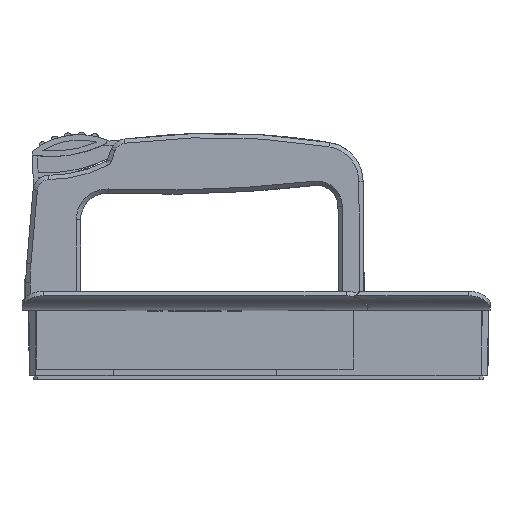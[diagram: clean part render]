
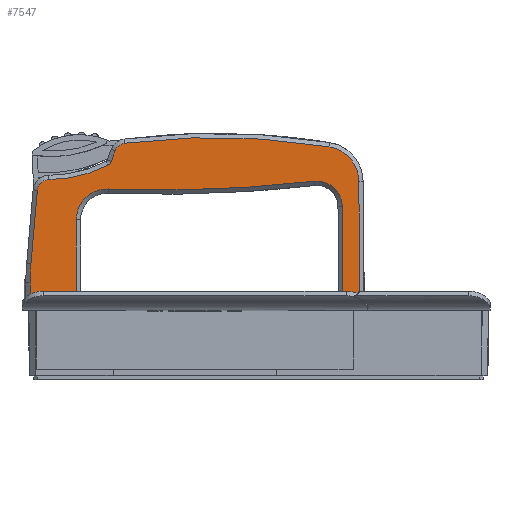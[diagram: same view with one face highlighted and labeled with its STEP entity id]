
A CAD part, front view. The second image highlights one B-rep face of the part: STEP entity #7547.
In plain terms, the highlighted planar face has unit normal (0, -1, 0).
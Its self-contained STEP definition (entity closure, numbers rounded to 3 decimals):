
#565=DIRECTION('',(0.004,0.,1.));
#566=VECTOR('',#565,30.028);
#567=CARTESIAN_POINT('',(-44.6,-11.,
0.));
#568=LINE('',#567,#566);
#572=DIRECTION('',(1.,0.,0.));
#573=VECTOR('',#572,17.295);
#574=CARTESIAN_POINT('',(-61.895,-11.,
0.));
#575=LINE('',#574,#573);
#579=CARTESIAN_POINT('',(-61.875,-11.,6.26));
#580=CARTESIAN_POINT('',(-61.884,-11.,4.174));
#581=CARTESIAN_POINT('',(-61.886,-11.,2.087));
#582=CARTESIAN_POINT('',(-61.895,-11.,
0.));
#587=CARTESIAN_POINT('',(26.526,-11.,5.875));
#588=DIRECTION('',(0.,-1.,0.));
#589=DIRECTION('',(-0.996,0.,0.087));
#590=AXIS2_PLACEMENT_3D('',#587,#588,#589);
#595=DIRECTION('',(-0.087,0.,-0.996));
#596=VECTOR('',#595,27.621);
#597=CARTESIAN_POINT('',(-59.13,-11.,41.095));
#598=LINE('',#597,#596);
#602=CARTESIAN_POINT('',(-54.747,-11.,40.712));
#603=DIRECTION('',(0.,-1.,0.));
#604=DIRECTION('',(-0.005,0.,1.));
#605=AXIS2_PLACEMENT_3D('',#602,#603,#604);
#610=CARTESIAN_POINT('',(-55.,-11.,94.711));
#611=DIRECTION('',(0.,1.,0.));
#612=DIRECTION('',(0.451,0.,-0.893));
#613=AXIS2_PLACEMENT_3D('',#610,#611,#612);
#618=CARTESIAN_POINT('',(-33.805,-11.,52.761));
#619=DIRECTION('',(0.,1.,0.));
#620=DIRECTION('',(0.94,0.,-0.342));
#621=AXIS2_PLACEMENT_3D('',#618,#619,#620);
#626=DIRECTION('',(-0.342,0.,-0.94));
#627=VECTOR('',#626,4.288);
#628=CARTESIAN_POINT('',(-29.895,-11.,55.902));
#629=LINE('',#628,#627);
#633=CARTESIAN_POINT('',(-25.76,-11.,54.397));
#634=DIRECTION('',(0.,-1.,0.));
#635=DIRECTION('',(-0.126,0.,0.992));
#636=AXIS2_PLACEMENT_3D('',#633,#634,#635);
#641=CARTESIAN_POINT('',(7.5,-11.,-207.581));
#642=DIRECTION('',(0.,-1.,0.));
#643=DIRECTION('',(0.16,0.,0.987));
#644=AXIS2_PLACEMENT_3D('',#641,#642,#643);
#649=CARTESIAN_POINT('',(48.307,-11.,44.215));
#650=DIRECTION('',(0.,-1.,0.));
#651=DIRECTION('',(1.,0.,0.004));
#652=AXIS2_PLACEMENT_3D('',#649,#650,#651);
#657=DIRECTION('',(-0.004,0.,1.));
#658=VECTOR('',#657,44.275);
#659=CARTESIAN_POINT('',(61.9,-11.,-0.001));
#660=LINE('',#659,#658);
#664=DIRECTION('',(1.,0.,0.));
#665=VECTOR('',#664,6.3);
#666=CARTESIAN_POINT('',(55.6,-11.,0.001));
#667=LINE('',#666,#665);
#671=DIRECTION('',(0.004,0.,-1.));
#672=VECTOR('',#671,34.964);
#673=CARTESIAN_POINT('',(55.447,-11.,34.965));
#674=LINE('',#673,#672);
#678=CARTESIAN_POINT('',(45.848,-11.,34.923));
#679=DIRECTION('',(0.,1.,0.));
#680=DIRECTION('',(-0.115,0.,0.993));
#681=AXIS2_PLACEMENT_3D('',#678,#679,#680);
#686=CARTESIAN_POINT('',(-12.481,-11.,540.57));
#687=DIRECTION('',(0.,-1.,0.));
#688=DIRECTION('',(-0.04,0.,-0.999));
#689=AXIS2_PLACEMENT_3D('',#686,#687,#688);
#694=CARTESIAN_POINT('',(-32.869,-11.,29.977));
#695=DIRECTION('',(0.,1.,0.));
#696=DIRECTION('',(-1.,0.,0.004));
#697=AXIS2_PLACEMENT_3D('',#694,#695,#696);
#6443=CARTESIAN_POINT('',(-26.315,-11.,
58.762));
#6444=VERTEX_POINT('',#6443);
#6445=CARTESIAN_POINT('',(50.451,-11.,57.442));
#6446=VERTEX_POINT('',#6445);
#6700=CARTESIAN_POINT('',(-29.895,-11.,55.902));
#6701=VERTEX_POINT('',#6700);
#6702=CARTESIAN_POINT('',(-44.6,-11.,
0.));
#6703=CARTESIAN_POINT('',(-44.469,-11.,
30.028));
#6704=VERTEX_POINT('',#6702);
#6705=VERTEX_POINT('',#6703);
#6706=CARTESIAN_POINT('',(-32.406,-11.,
41.568));
#6707=VERTEX_POINT('',#6706);
#6708=CARTESIAN_POINT('',(44.747,-11.,44.46));
#6709=VERTEX_POINT('',#6708);
#6710=CARTESIAN_POINT('',(55.447,-11.,34.965));
#6711=VERTEX_POINT('',#6710);
#6712=CARTESIAN_POINT('',(55.6,-11.,0.001));
#6713=VERTEX_POINT('',#6712);
#6714=CARTESIAN_POINT('',(61.9,-11.,-0.001));
#6715=VERTEX_POINT('',#6714);
#6716=CARTESIAN_POINT('',(61.707,-11.,44.273));
#6717=VERTEX_POINT('',#6716);
#6718=CARTESIAN_POINT('',(-31.362,-11.,
51.872));
#6719=VERTEX_POINT('',#6718);
#6720=CARTESIAN_POINT('',(-32.632,-11.,50.441));
#6721=VERTEX_POINT('',#6720);
#6722=CARTESIAN_POINT('',(-54.767,-11.,
45.112));
#6723=VERTEX_POINT('',#6722);
#6724=CARTESIAN_POINT('',(-59.13,-11.,41.095));
#6725=VERTEX_POINT('',#6724);
#6726=CARTESIAN_POINT('',(-61.537,-11.,
13.579));
#6727=VERTEX_POINT('',#6726);
#6728=CARTESIAN_POINT('',(-61.873,-11.,
6.26));
#6729=VERTEX_POINT('',#6728);
#6730=VERTEX_POINT('',#582);
#7506=CARTESIAN_POINT('',(0.,-11.,0.));
#7507=DIRECTION('',(0.,1.,0.));
#7508=DIRECTION('',(0.,0.,1.));
#7509=AXIS2_PLACEMENT_3D('',#7506,#7507,#7508);
#7510=PLANE('',#7509);
#7512=ORIENTED_EDGE('',*,*,#7511,.F.);
#7513=ORIENTED_EDGE('',*,*,#7438,.F.);
#7514=ORIENTED_EDGE('',*,*,#7490,.F.);
#7516=ORIENTED_EDGE('',*,*,#7515,.F.);
#7518=ORIENTED_EDGE('',*,*,#7517,.F.);
#7520=ORIENTED_EDGE('',*,*,#7519,.F.);
#7522=ORIENTED_EDGE('',*,*,#7521,.F.);
#7524=ORIENTED_EDGE('',*,*,#7523,.F.);
#7526=ORIENTED_EDGE('',*,*,#7525,.F.);
#7528=ORIENTED_EDGE('',*,*,#7527,.F.);
#7530=ORIENTED_EDGE('',*,*,#7529,.F.);
#7532=ORIENTED_EDGE('',*,*,#7531,.F.);
#7534=ORIENTED_EDGE('',*,*,#7533,.F.);
#7536=ORIENTED_EDGE('',*,*,#7535,.F.);
#7538=ORIENTED_EDGE('',*,*,#7537,.F.);
#7540=ORIENTED_EDGE('',*,*,#7539,.F.);
#7542=ORIENTED_EDGE('',*,*,#7541,.F.);
#7544=ORIENTED_EDGE('',*,*,#7543,.F.);
#7545=EDGE_LOOP('',(#7512,#7513,#7514,#7516,#7518,#7520,#7522,#7524,#7526,#7528,
#7530,#7532,#7534,#7536,#7538,#7540,#7542,#7544));
#7546=FACE_OUTER_BOUND('',#7545,.F.);
#583=B_SPLINE_CURVE_WITH_KNOTS('',3,(#579,#580,#581,#582),.UNSPECIFIED.,.F.,.F.,
(4,4),(0.,1.),.UNSPECIFIED.);
#591=CIRCLE('',#590,88.4);
#606=CIRCLE('',#605,4.4);
#614=CIRCLE('',#613,49.6);
#622=CIRCLE('',#621,2.6);
#637=CIRCLE('',#636,4.4);
#645=CIRCLE('',#644,268.481);
#653=CIRCLE('',#652,13.4);
#682=CIRCLE('',#681,9.6);
#690=CIRCLE('',#689,499.4);
#698=CIRCLE('',#697,11.6);
#7438=EDGE_CURVE('',#6730,#6704,#575,.T.);
#7490=EDGE_CURVE('',#6729,#6730,#583,.T.);
#7511=EDGE_CURVE('',#6704,#6705,#568,.T.);
#7515=EDGE_CURVE('',#6727,#6729,#591,.T.);
#7517=EDGE_CURVE('',#6725,#6727,#598,.T.);
#7519=EDGE_CURVE('',#6723,#6725,#606,.T.);
#7521=EDGE_CURVE('',#6721,#6723,#614,.T.);
#7523=EDGE_CURVE('',#6719,#6721,#622,.T.);
#7525=EDGE_CURVE('',#6701,#6719,#629,.T.);
#7527=EDGE_CURVE('',#6444,#6701,#637,.T.);
#7529=EDGE_CURVE('',#6446,#6444,#645,.T.);
#7531=EDGE_CURVE('',#6717,#6446,#653,.T.);
#7533=EDGE_CURVE('',#6715,#6717,#660,.T.);
#7535=EDGE_CURVE('',#6713,#6715,#667,.T.);
#7537=EDGE_CURVE('',#6711,#6713,#674,.T.);
#7539=EDGE_CURVE('',#6709,#6711,#682,.T.);
#7541=EDGE_CURVE('',#6707,#6709,#690,.T.);
#7543=EDGE_CURVE('',#6705,#6707,#698,.T.);
#7547=ADVANCED_FACE('',(#7546),#7510,.F.);
